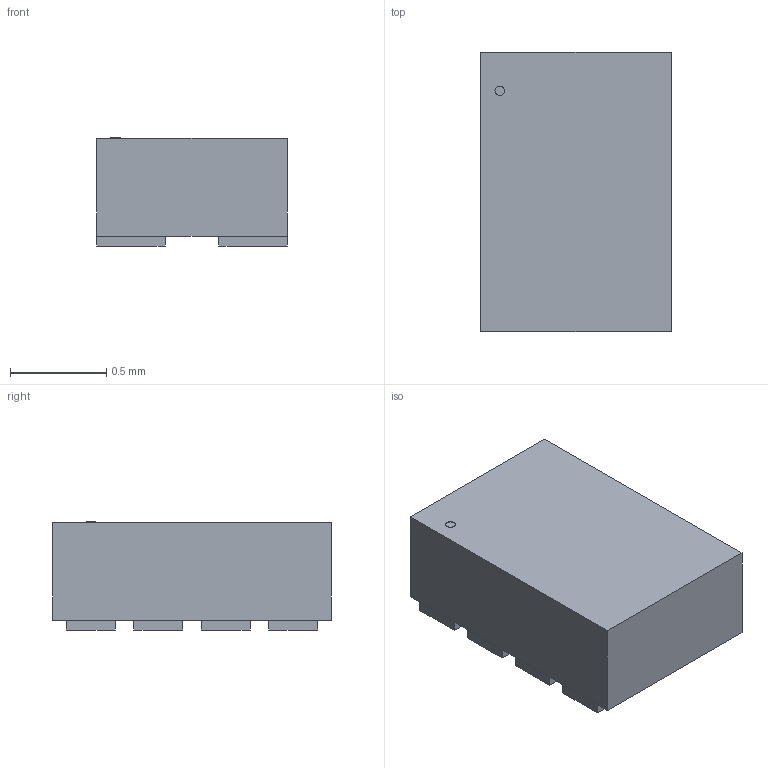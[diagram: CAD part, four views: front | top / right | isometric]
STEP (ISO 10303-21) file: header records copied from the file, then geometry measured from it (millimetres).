
FILE_DESCRIPTION(('STEP AP214'),'1');
FILE_NAME('UDFN8_1P45X1','2019-01-18T00:01:29',(''),(''),'','','');
FILE_SCHEMA(('AUTOMOTIVE_DESIGN'));
Length unit declared in the file: millimetre
Products named in the file (1): product
Bounding box: 0.99 x 1.45 x 0.56 mm (x, y, z)
Volume: 0 mm3; surface area: 7.3 mm2
Topology: 1 solids, 55 shells, 57 faces, 219 edges, 218 vertices
Faces by surface type: plane 56, cylinder 1
Full cylindrical faces by diameter (mm): 0.05 x1
Entity records: 2542 total; most frequent: CARTESIAN_POINT 495, VERTEX_POINT 434, DIRECTION 338, ORIENTED_EDGE 220, EDGE_CURVE 218, LINE 216, VECTOR 216, AXIS2_PLACEMENT_3D 61
